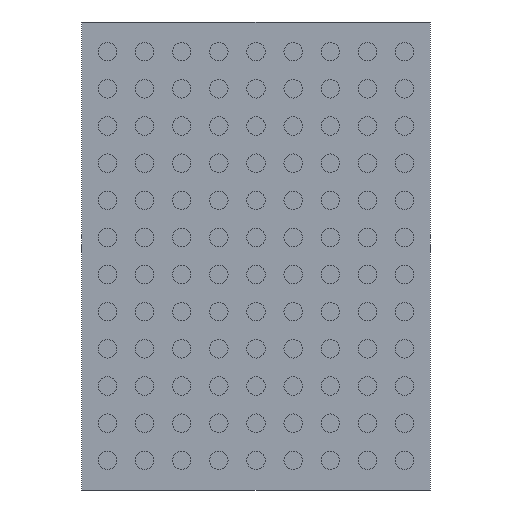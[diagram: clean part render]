
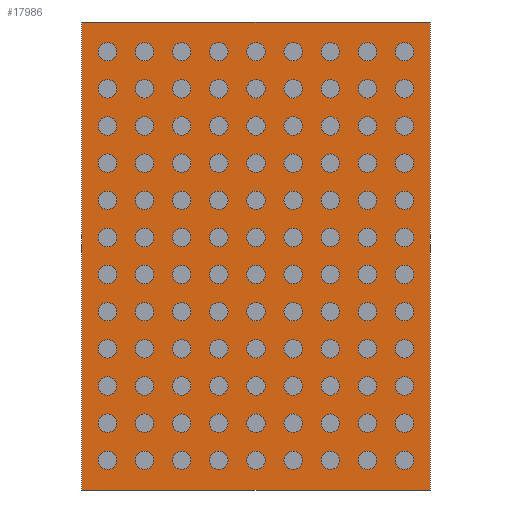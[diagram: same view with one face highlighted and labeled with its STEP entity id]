
A CAD part, front view. The second image highlights one B-rep face of the part: STEP entity #17986.
In plain terms, the highlighted planar face has unit normal (0, -1, 0).
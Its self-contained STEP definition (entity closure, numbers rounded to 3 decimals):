
#29 = FACE_OUTER_BOUND ( 'NONE', #8261, .T. ) ;
#339 = VERTEX_POINT ( 'NONE', #6910 ) ;
#3400 = DIRECTION ( 'NONE',  ( -1., 0., 0. ) ) ;
#4082 = VERTEX_POINT ( 'NONE', #12203 ) ;
#4389 = EDGE_CURVE ( 'NONE', #4082, #6107, #16851, .T. ) ;
#5044 = ORIENTED_EDGE ( 'NONE', *, *, #11480, .F. ) ;
#5503 = EDGE_CURVE ( 'NONE', #6107, #15629, #12905, .T. ) ;
#5643 = CARTESIAN_POINT ( 'NONE',  ( 5.95, -0.32, 8. ) ) ;
#6053 = VECTOR ( 'NONE', #13459, 1000. ) ;
#6107 = VERTEX_POINT ( 'NONE', #5643 ) ;
#6910 = CARTESIAN_POINT ( 'NONE',  ( -5.95, -0.32, -8. ) ) ;
#7468 = PLANE ( 'NONE',  #17214 ) ;
#8023 = VECTOR ( 'NONE', #19617, 1000. ) ;
#8261 = EDGE_LOOP ( 'NONE', ( #12442, #12178, #5044, #11696 ) ) ;
#8997 = DIRECTION ( 'NONE',  ( 0., 0., -1. ) ) ;
#10934 = CARTESIAN_POINT ( 'NONE',  ( 5.95, -0.32, -8. ) ) ;
#11480 = EDGE_CURVE ( 'NONE', #339, #4082, #16120, .T. ) ;
#11696 = ORIENTED_EDGE ( 'NONE', *, *, #15028, .F. ) ;
#11939 = CARTESIAN_POINT ( 'NONE',  ( 5.95, -0.32, 8. ) ) ;
#12178 = ORIENTED_EDGE ( 'NONE', *, *, #4389, .F. ) ;
#12203 = CARTESIAN_POINT ( 'NONE',  ( -5.95, -0.32, 8. ) ) ;
#12442 = ORIENTED_EDGE ( 'NONE', *, *, #5503, .F. ) ;
#12904 = DIRECTION ( 'NONE',  ( 1., 0., 0. ) ) ;
#12905 = LINE ( 'NONE', #11939, #6053 ) ;
#13459 = DIRECTION ( 'NONE',  ( 0., 0., -1. ) ) ;
#15028 = EDGE_CURVE ( 'NONE', #15629, #339, #16594, .T. ) ;
#15629 = VERTEX_POINT ( 'NONE', #10934 ) ;
#16120 = LINE ( 'NONE', #19818, #8023 ) ;
#16311 = CARTESIAN_POINT ( 'NONE',  ( 0., -0.32, 0. ) ) ;
#16594 = LINE ( 'NONE', #17018, #18064 ) ;
#16851 = LINE ( 'NONE', #19168, #19816 ) ;
#17018 = CARTESIAN_POINT ( 'NONE',  ( -5.95, -0.32, -8. ) ) ;
#17214 = AXIS2_PLACEMENT_3D ( 'NONE', #16311, #18150, #8997 ) ;
#17986 = ADVANCED_FACE ( 'NONE', ( #29 ), #7468, .T. ) ;
#18064 = VECTOR ( 'NONE', #3400, 1000. ) ;
#18150 = DIRECTION ( 'NONE',  ( 0., -1., 0. ) ) ;
#19168 = CARTESIAN_POINT ( 'NONE',  ( -5.95, -0.32, 8. ) ) ;
#19617 = DIRECTION ( 'NONE',  ( 0., 0., 1. ) ) ;
#19816 = VECTOR ( 'NONE', #12904, 1000. ) ;
#19818 = CARTESIAN_POINT ( 'NONE',  ( -5.95, -0.32, 8. ) ) ;
